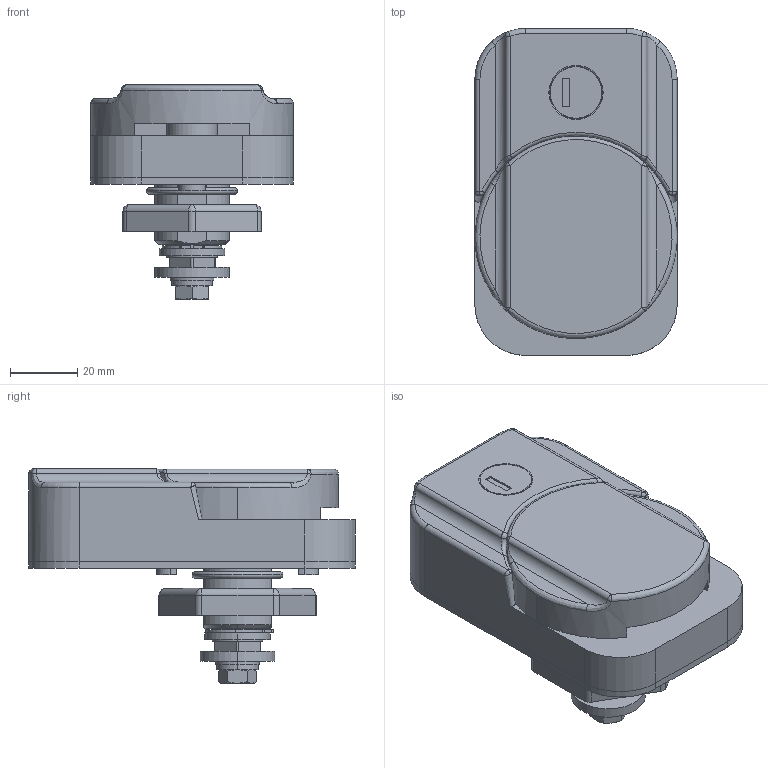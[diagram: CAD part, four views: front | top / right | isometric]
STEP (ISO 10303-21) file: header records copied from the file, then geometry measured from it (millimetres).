
FILE_DESCRIPTION (( 'STEP AP203' ), '1' );
FILE_NAME ('A-1372-F-1-TAK60.STEP', '2019-11-06T00:30:15', ( '' ), ( '' ), 'SwSTEP 2.0', 'SolidWorks 2014', '' );
FILE_SCHEMA (( 'CONFIG_CONTROL_DESIGN' ));
Length unit declared in the file: millimetre
Products named in the file (11): A-1372-F-1-TAK60_リングワッシャー_; A-1372-F-1-TAK60_ボデー_; A-1372-F-1-TAK60_六角ボルト_内径基準ver1.03__M6x14十字穴付六角ボルト(SUS)ダブルセムス(P3)旧JIS; A-1372-F-1-TAK60_パッキン_; A-1372-F-1-TAK60_角穴ワッシャー_; A-1372-F-1-TAK60_カバー_; A-1372-F-1-TAK60_ダミーローター__#TAK60-4-2_; A-1372-F-1-TAK60_六角ナット_; A-1372-F-1-TAK60_丸穴ワッシャー_; A-1372-F-1-TAK60_C型止め輪_; A-1372-F-1-TAK60
Assembly tree (10 placements, depth 2):
  A-1372-F-1-TAK60
    A-1372-F-1-TAK60_ボデー_
    A-1372-F-1-TAK60_カバー_
    A-1372-F-1-TAK60_C型止め輪_
    A-1372-F-1-TAK60_パッキン_
    A-1372-F-1-TAK60_六角ナット_
    A-1372-F-1-TAK60_リングワッシャー_
    A-1372-F-1-TAK60_角穴ワッシャー_
    A-1372-F-1-TAK60_丸穴ワッシャー_
    A-1372-F-1-TAK60_六角ボルト_内径基準ver1.03__M6x14十字穴付六角ボルト(SUS)ダブルセムス(P3)旧JIS
    A-1372-F-1-TAK60_ダミーローター__#TAK60-4-2_
Bounding box: 60 x 97 x 63.6 mm (x, y, z)
Volume: 140974.2 mm3; surface area: 55575 mm2
Topology: 10 solids, 10 shells, 372 faces, 892 edges, 558 vertices
Faces by surface type: plane 148, cylinder 147, cone 32, bspline 22, torus 13, sphere 10
Entity records: 13410 total; most frequent: CARTESIAN_POINT 3615, DIRECTION 1856, ORIENTED_EDGE 1760, EDGE_CURVE 880, AXIS2_PLACEMENT_3D 709, VERTEX_POINT 556, VECTOR 438, LINE 438
